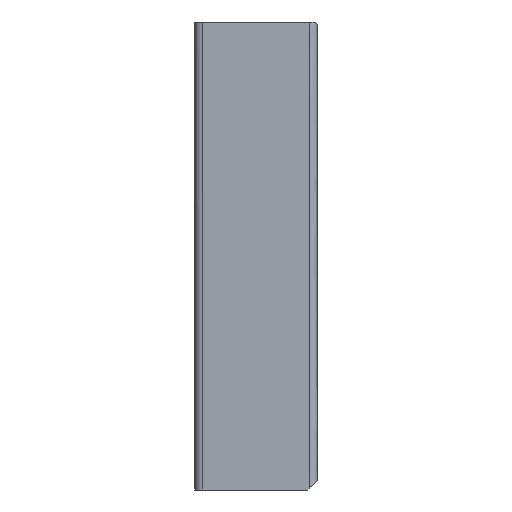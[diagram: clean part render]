
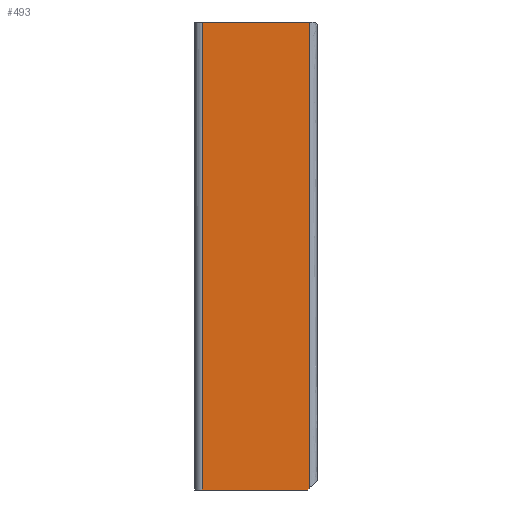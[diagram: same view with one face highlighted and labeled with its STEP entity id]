
A CAD part, left-side view. The second image highlights one B-rep face of the part: STEP entity #493.
In plain terms, the highlighted free-form (B-spline) face has degree [1, 1] with [2, 2] control points.
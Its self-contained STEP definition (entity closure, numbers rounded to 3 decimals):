
#37 = B_SPLINE_SURFACE_WITH_KNOTS ( 'NONE', 1, 1, ( 
 ( #318, #819 ),
 ( #234, #1190 ) ),
 .UNSPECIFIED., .F., .F., .F.,
 ( 2, 2 ),
 ( 2, 2 ),
 ( 0., 1. ),
 ( 0., 1. ),
 .UNSPECIFIED. ) ;
#46 = ORIENTED_EDGE ( 'NONE', *, *, #156, .F. ) ;
#67 = CARTESIAN_POINT ( 'NONE',  ( 1912.215, 646.863, 3. ) ) ;
#81 = EDGE_CURVE ( 'NONE', #541, #1006, #973, .T. ) ;
#152 = ORIENTED_EDGE ( 'NONE', *, *, #421, .T. ) ;
#156 = EDGE_CURVE ( 'NONE', #637, #1006, #795, .T. ) ;
#178 = B_SPLINE_CURVE_WITH_KNOTS ( 'NONE', 1,
 ( #941, #1227 ),
 .UNSPECIFIED., .F., .F.,
 ( 2, 2 ),
 ( -1., 0. ),
 .UNSPECIFIED. ) ;
#234 = CARTESIAN_POINT ( 'NONE',  ( 1912.215, 646.863, 0. ) ) ;
#318 = CARTESIAN_POINT ( 'NONE',  ( 1912.215, 646.863, 746. ) ) ;
#356 = CARTESIAN_POINT ( 'NONE',  ( 1912.215, 648.863, 1. ) ) ;
#416 = CARTESIAN_POINT ( 'NONE',  ( 1912.215, 646.863, 746. ) ) ;
#421 = EDGE_CURVE ( 'NONE', #769, #541, #763, .T. ) ;
#493 = ADVANCED_FACE ( 'NONE', ( #792 ), #37, .F. ) ;
#541 = VERTEX_POINT ( 'NONE', #632 ) ;
#632 = CARTESIAN_POINT ( 'NONE',  ( 1912.215, 646.863, 3. ) ) ;
#637 = VERTEX_POINT ( 'NONE', #913 ) ;
#652 = B_SPLINE_CURVE_WITH_KNOTS ( 'NONE', 1,
 ( #1235, #937 ),
 .UNSPECIFIED., .F., .F.,
 ( 2, 2 ),
 ( 0., 1. ),
 .UNSPECIFIED. ) ;
#660 = EDGE_CURVE ( 'NONE', #1139, #637, #178, .T. ) ;
#667 = CARTESIAN_POINT ( 'NONE',  ( 1912.215, 649.863, 0. ) ) ;
#703 = CARTESIAN_POINT ( 'NONE',  ( 1912.215, 817.863, 746. ) ) ;
#710 = CARTESIAN_POINT ( 'NONE',  ( 1912.215, 646.863, 746. ) ) ;
#733 = ORIENTED_EDGE ( 'NONE', *, *, #1165, .F. ) ;
#735 = CARTESIAN_POINT ( 'NONE',  ( 1912.215, 817.863, 0. ) ) ;
#745 = CARTESIAN_POINT ( 'NONE',  ( 1912.215, 647.863, 2. ) ) ;
#763 = B_SPLINE_CURVE_WITH_KNOTS ( 'NONE', 3,
 ( #836, #356, #745, #67 ),
 .UNSPECIFIED., .F., .F.,
 ( 4, 4 ),
 ( 0., 1. ),
 .UNSPECIFIED. ) ;
#769 = VERTEX_POINT ( 'NONE', #667 ) ;
#781 = EDGE_LOOP ( 'NONE', ( #878, #46, #812, #733, #152 ) ) ;
#792 = FACE_OUTER_BOUND ( 'NONE', #781, .T. ) ;
#795 = B_SPLINE_CURVE_WITH_KNOTS ( 'NONE', 1,
 ( #703, #1087 ),
 .UNSPECIFIED., .F., .F.,
 ( 2, 2 ),
 ( 0., 1. ),
 .UNSPECIFIED. ) ;
#812 = ORIENTED_EDGE ( 'NONE', *, *, #660, .F. ) ;
#819 = CARTESIAN_POINT ( 'NONE',  ( 1912.215, 817.863, 746. ) ) ;
#836 = CARTESIAN_POINT ( 'NONE',  ( 1912.215, 649.863, 0. ) ) ;
#878 = ORIENTED_EDGE ( 'NONE', *, *, #81, .T. ) ;
#913 = CARTESIAN_POINT ( 'NONE',  ( 1912.215, 817.863, 746. ) ) ;
#937 = CARTESIAN_POINT ( 'NONE',  ( 1912.215, 817.863, 0. ) ) ;
#941 = CARTESIAN_POINT ( 'NONE',  ( 1912.215, 817.863, 0. ) ) ;
#973 = B_SPLINE_CURVE_WITH_KNOTS ( 'NONE', 1,
 ( #1218, #710 ),
 .UNSPECIFIED., .F., .F.,
 ( 2, 2 ),
 ( 0., 1. ),
 .UNSPECIFIED. ) ;
#1006 = VERTEX_POINT ( 'NONE', #416 ) ;
#1087 = CARTESIAN_POINT ( 'NONE',  ( 1912.215, 646.863, 746. ) ) ;
#1139 = VERTEX_POINT ( 'NONE', #735 ) ;
#1165 = EDGE_CURVE ( 'NONE', #769, #1139, #652, .T. ) ;
#1190 = CARTESIAN_POINT ( 'NONE',  ( 1912.215, 817.863, 0. ) ) ;
#1218 = CARTESIAN_POINT ( 'NONE',  ( 1912.215, 646.863, 3. ) ) ;
#1227 = CARTESIAN_POINT ( 'NONE',  ( 1912.215, 817.863, 746. ) ) ;
#1235 = CARTESIAN_POINT ( 'NONE',  ( 1912.215, 649.863, 0. ) ) ;
